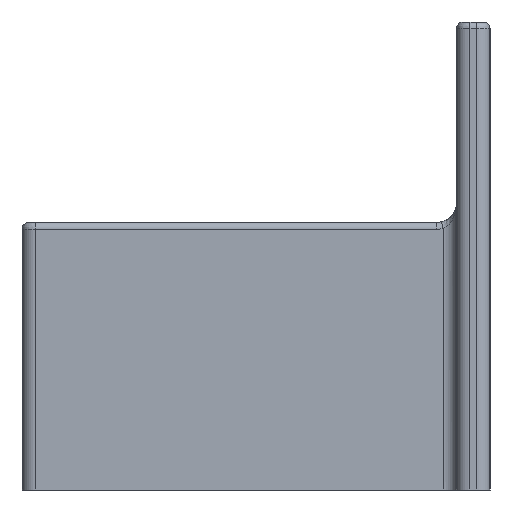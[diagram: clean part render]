
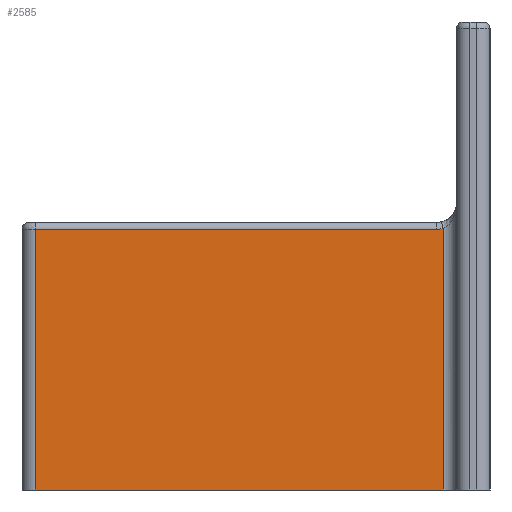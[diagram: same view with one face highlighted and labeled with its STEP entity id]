
A CAD part, left-side view. The second image highlights one B-rep face of the part: STEP entity #2585.
In plain terms, the highlighted planar face has unit normal (-1, 0, 0).
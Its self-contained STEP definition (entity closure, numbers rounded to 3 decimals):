
#163=PLANE('',#2776);
#261=LINE('',#3571,#519);
#267=LINE('',#3647,#525);
#268=LINE('',#3651,#526);
#269=LINE('',#3652,#527);
#519=VECTOR('',#2957,10.);
#525=VECTOR('',#2995,10.);
#526=VECTOR('',#3000,10.);
#527=VECTOR('',#3001,10.);
#798=FACE_OUTER_BOUND('',#946,.T.);
#946=EDGE_LOOP('',(#1869,#1870,#1871,#1872,#1873));
#1100=CIRCLE('',#2755,2.);
#1151=VERTEX_POINT('',#3543);
#1153=VERTEX_POINT('',#3563);
#1155=VERTEX_POINT('',#3569);
#1165=VERTEX_POINT('',#3646);
#1166=VERTEX_POINT('',#3650);
#1421=EDGE_CURVE('',#1153,#1151,#1100,.T.);
#1424=EDGE_CURVE('',#1155,#1153,#261,.T.);
#1442=EDGE_CURVE('',#1165,#1151,#267,.T.);
#1444=EDGE_CURVE('',#1166,#1155,#268,.T.);
#1445=EDGE_CURVE('',#1165,#1166,#269,.T.);
#1869=ORIENTED_EDGE('',*,*,#1421,.F.);
#1870=ORIENTED_EDGE('',*,*,#1424,.F.);
#1871=ORIENTED_EDGE('',*,*,#1444,.F.);
#1872=ORIENTED_EDGE('',*,*,#1445,.F.);
#1873=ORIENTED_EDGE('',*,*,#1442,.T.);
#2585=ADVANCED_FACE('',(#798),#163,.T.);
#2755=AXIS2_PLACEMENT_3D('',#3565,#2949,#2950);
#2776=AXIS2_PLACEMENT_3D('',#3649,#2998,#2999);
#2949=DIRECTION('center_axis',(-1.,0.,0.));
#2950=DIRECTION('ref_axis',(0.,-0.169,-0.986));
#2957=DIRECTION('',(0.,-1.,0.));
#2995=DIRECTION('',(0.,0.,1.));
#2998=DIRECTION('center_axis',(-1.,0.,0.));
#2999=DIRECTION('ref_axis',(0.,-1.,0.));
#3000=DIRECTION('',(0.,0.,1.));
#3001=DIRECTION('',(0.,1.,0.));
#3543=CARTESIAN_POINT('',(5.,3.5,19.564));
#3563=CARTESIAN_POINT('',(5.,4.,19.5));
#3565=CARTESIAN_POINT('Origin',(5.,4.,21.5));
#3569=CARTESIAN_POINT('',(5.,34.,19.5));
#3571=CARTESIAN_POINT('',(5.,19.,19.5));
#3646=CARTESIAN_POINT('',(5.,3.5,0.));
#3647=CARTESIAN_POINT('',(5.,3.5,0.));
#3649=CARTESIAN_POINT('Origin',(5.,34.,0.));
#3650=CARTESIAN_POINT('',(5.,34.,0.));
#3651=CARTESIAN_POINT('',(5.,34.,0.));
#3652=CARTESIAN_POINT('',(5.,3.5,0.));
